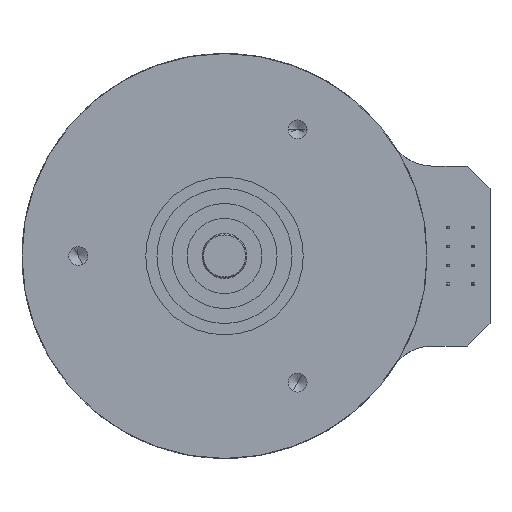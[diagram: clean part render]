
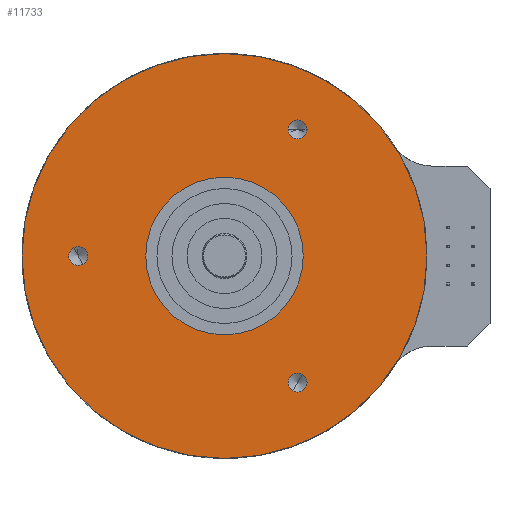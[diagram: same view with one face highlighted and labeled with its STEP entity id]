
A CAD part, left-side view. The second image highlights one B-rep face of the part: STEP entity #11733.
In plain terms, the highlighted planar face has unit normal (-1, 0, 0).
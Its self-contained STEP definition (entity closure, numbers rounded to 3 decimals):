
#5154=CARTESIAN_POINT('',(0.,0.,0.));
#5155=DIRECTION('',(-1.,0.,0.));
#5156=DIRECTION('',(0.,1.,0.));
#5157=AXIS2_PLACEMENT_3D('',#5154,#5155,#5156);
#5162=CARTESIAN_POINT('',(0.,0.,0.));
#5163=DIRECTION('',(1.,0.,0.));
#5164=DIRECTION('',(0.,1.,0.));
#5165=AXIS2_PLACEMENT_3D('',#5162,#5163,#5164);
#5170=CARTESIAN_POINT('',(0.,-16.25,28.146));
#5171=DIRECTION('',(-1.,0.,0.));
#5172=DIRECTION('',(0.,1.,0.));
#5173=AXIS2_PLACEMENT_3D('',#5170,#5171,#5172);
#5178=CARTESIAN_POINT('',(0.,-16.25,28.146));
#5179=DIRECTION('',(-1.,0.,0.));
#5180=DIRECTION('',(0.,-1.,0.));
#5181=AXIS2_PLACEMENT_3D('',#5178,#5179,#5180);
#5186=CARTESIAN_POINT('',(0.,-16.25,-28.146));
#5187=DIRECTION('',(-1.,0.,0.));
#5188=DIRECTION('',(0.,-0.5,0.866));
#5189=AXIS2_PLACEMENT_3D('',#5186,#5187,#5188);
#5194=CARTESIAN_POINT('',(0.,-16.25,-28.146));
#5195=DIRECTION('',(-1.,0.,0.));
#5196=DIRECTION('',(0.,0.5,-0.866));
#5197=AXIS2_PLACEMENT_3D('',#5194,#5195,#5196);
#5202=CARTESIAN_POINT('',(0.,32.5,0.));
#5203=DIRECTION('',(-1.,0.,0.));
#5204=DIRECTION('',(0.,-0.5,-0.866));
#5205=AXIS2_PLACEMENT_3D('',#5202,#5203,#5204);
#5210=CARTESIAN_POINT('',(0.,32.5,0.));
#5211=DIRECTION('',(-1.,0.,0.));
#5212=DIRECTION('',(0.,0.5,0.866));
#5213=AXIS2_PLACEMENT_3D('',#5210,#5211,#5212);
#5218=CARTESIAN_POINT('',(0.,0.,0.));
#5219=DIRECTION('',(1.,0.,0.));
#5220=DIRECTION('',(0.,1.,0.));
#5221=AXIS2_PLACEMENT_3D('',#5218,#5219,#5220);
#5240=CARTESIAN_POINT('',(0.,0.,0.));
#5241=DIRECTION('',(-1.,0.,0.));
#5242=DIRECTION('',(0.,1.,0.));
#5243=AXIS2_PLACEMENT_3D('',#5240,#5241,#5242);
#5672=CARTESIAN_POINT('',(0.,-14.15,28.146));
#5673=VERTEX_POINT('',#5672);
#5674=CARTESIAN_POINT('',(0.,-18.35,28.146));
#5675=VERTEX_POINT('',#5674);
#5682=CARTESIAN_POINT('',(0.,-17.3,-26.327));
#5683=VERTEX_POINT('',#5682);
#5684=CARTESIAN_POINT('',(0.,-15.2,-29.964));
#5685=VERTEX_POINT('',#5684);
#5692=CARTESIAN_POINT('',(0.,31.45,-1.819));
#5693=VERTEX_POINT('',#5692);
#5694=CARTESIAN_POINT('',(0.,33.55,1.819));
#5695=VERTEX_POINT('',#5694);
#6658=CARTESIAN_POINT('',(0.,17.5,0.));
#6660=VERTEX_POINT('',#6658);
#6662=CARTESIAN_POINT('',(0.,-17.5,0.));
#6664=VERTEX_POINT('',#6662);
#6667=CARTESIAN_POINT('',(0.,45.,0.));
#6669=VERTEX_POINT('',#6667);
#6670=CARTESIAN_POINT('',(0.,-45.,0.));
#6671=VERTEX_POINT('',#6670);
#11700=CARTESIAN_POINT('',(0.,0.,0.));
#11701=DIRECTION('',(1.,0.,0.));
#11702=DIRECTION('',(0.,-1.,0.));
#11703=AXIS2_PLACEMENT_3D('',#11700,#11701,#11702);
#11704=PLANE('',#11703);
#11705=ORIENTED_EDGE('',*,*,#11679,.F.);
#11706=ORIENTED_EDGE('',*,*,#11693,.T.);
#11707=EDGE_LOOP('',(#11705,#11706));
#11708=FACE_OUTER_BOUND('',#11707,.F.);
#11710=ORIENTED_EDGE('',*,*,#11709,.F.);
#11712=ORIENTED_EDGE('',*,*,#11711,.T.);
#11713=EDGE_LOOP('',(#11710,#11712));
#11714=FACE_BOUND('',#11713,.F.);
#11716=ORIENTED_EDGE('',*,*,#11715,.T.);
#11718=ORIENTED_EDGE('',*,*,#11717,.T.);
#11719=EDGE_LOOP('',(#11716,#11718));
#11720=FACE_BOUND('',#11719,.F.);
#11722=ORIENTED_EDGE('',*,*,#11721,.T.);
#11724=ORIENTED_EDGE('',*,*,#11723,.T.);
#11725=EDGE_LOOP('',(#11722,#11724));
#11726=FACE_BOUND('',#11725,.F.);
#11728=ORIENTED_EDGE('',*,*,#11727,.T.);
#11730=ORIENTED_EDGE('',*,*,#11729,.T.);
#11731=EDGE_LOOP('',(#11728,#11730));
#11732=FACE_BOUND('',#11731,.F.);
#11733=ADVANCED_FACE('',(#11708,#11714,#11720,#11726,#11732),#11704,.F.);
#5158=CIRCLE('',#5157,45.);
#5166=CIRCLE('',#5165,45.);
#5174=CIRCLE('',#5173,2.1);
#5182=CIRCLE('',#5181,2.1);
#5190=CIRCLE('',#5189,2.1);
#5198=CIRCLE('',#5197,2.1);
#5206=CIRCLE('',#5205,2.1);
#5214=CIRCLE('',#5213,2.1);
#5222=CIRCLE('',#5221,17.5);
#5244=CIRCLE('',#5243,17.5);
#11679=EDGE_CURVE('',#6669,#6671,#5158,.T.);
#11693=EDGE_CURVE('',#6669,#6671,#5166,.T.);
#11709=EDGE_CURVE('',#6660,#6664,#5222,.T.);
#11711=EDGE_CURVE('',#6660,#6664,#5244,.T.);
#11715=EDGE_CURVE('',#5673,#5675,#5174,.T.);
#11717=EDGE_CURVE('',#5675,#5673,#5182,.T.);
#11721=EDGE_CURVE('',#5683,#5685,#5190,.T.);
#11723=EDGE_CURVE('',#5685,#5683,#5198,.T.);
#11727=EDGE_CURVE('',#5693,#5695,#5206,.T.);
#11729=EDGE_CURVE('',#5695,#5693,#5214,.T.);
